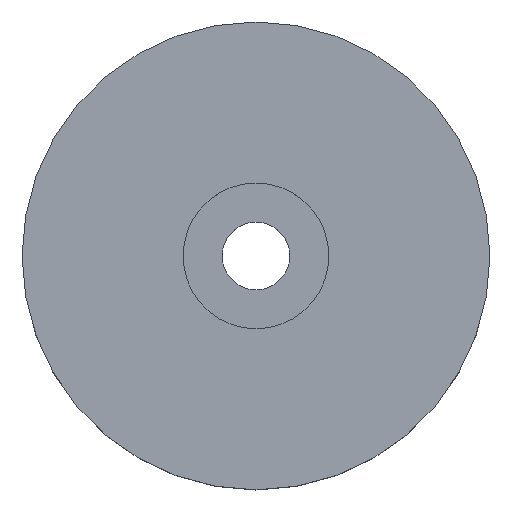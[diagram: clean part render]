
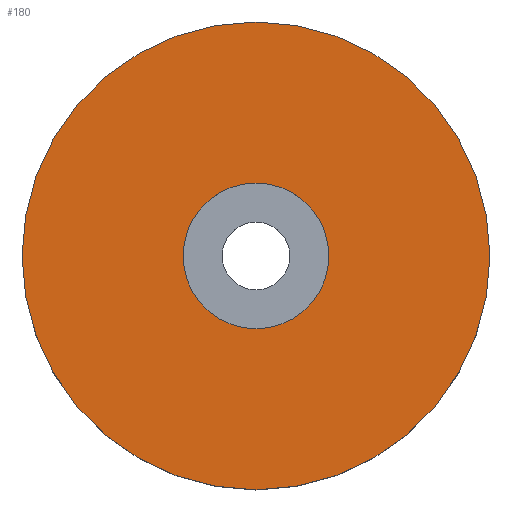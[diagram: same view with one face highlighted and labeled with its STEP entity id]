
A CAD part, top view. The second image highlights one B-rep face of the part: STEP entity #180.
In plain terms, the highlighted planar face has unit normal (0, 0, 1).
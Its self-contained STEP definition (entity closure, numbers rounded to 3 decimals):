
#15 = AXIS2_PLACEMENT_3D ( 'NONE', #54, #168, #329 ) ;
#19 = CARTESIAN_POINT ( 'NONE',  ( 10.75, 0., 8.25 ) ) ;
#38 = CARTESIAN_POINT ( 'NONE',  ( 0., 0., 8.25 ) ) ;
#40 = FACE_OUTER_BOUND ( 'NONE', #272, .T. ) ;
#54 = CARTESIAN_POINT ( 'NONE',  ( 0., 0., 8.25 ) ) ;
#77 = CARTESIAN_POINT ( 'NONE',  ( 34.5, 0., 8.25 ) ) ;
#86 = PLANE ( 'NONE',  #169 ) ;
#89 = DIRECTION ( 'NONE',  ( 0., 0., 1. ) ) ;
#90 = EDGE_CURVE ( 'NONE', #294, #294, #320, .T. ) ;
#99 = EDGE_LOOP ( 'NONE', ( #215 ) ) ;
#110 = FACE_BOUND ( 'NONE', #99, .T. ) ;
#143 = CIRCLE ( 'NONE', #15, 10.75 ) ;
#148 = ORIENTED_EDGE ( 'NONE', *, *, #90, .T. ) ;
#152 = DIRECTION ( 'NONE',  ( -1., 0., 0. ) ) ;
#166 = VERTEX_POINT ( 'NONE', #19 ) ;
#168 = DIRECTION ( 'NONE',  ( 0., 0., 1. ) ) ;
#169 = AXIS2_PLACEMENT_3D ( 'NONE', #322, #204, #152 ) ;
#180 = ADVANCED_FACE ( 'NONE', ( #110, #40 ), #86, .F. ) ;
#203 = DIRECTION ( 'NONE',  ( 1., 0., 0. ) ) ;
#204 = DIRECTION ( 'NONE',  ( 0., 0., -1. ) ) ;
#215 = ORIENTED_EDGE ( 'NONE', *, *, #296, .F. ) ;
#243 = AXIS2_PLACEMENT_3D ( 'NONE', #38, #89, #203 ) ;
#272 = EDGE_LOOP ( 'NONE', ( #148 ) ) ;
#294 = VERTEX_POINT ( 'NONE', #77 ) ;
#296 = EDGE_CURVE ( 'NONE', #166, #166, #143, .T. ) ;
#320 = CIRCLE ( 'NONE', #243, 34.5 ) ;
#322 = CARTESIAN_POINT ( 'NONE',  ( 0., 11., 8.25 ) ) ;
#329 = DIRECTION ( 'NONE',  ( 1., 0., 0. ) ) ;
